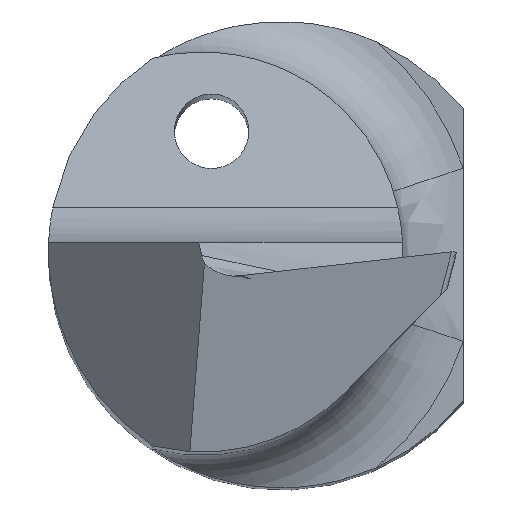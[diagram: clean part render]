
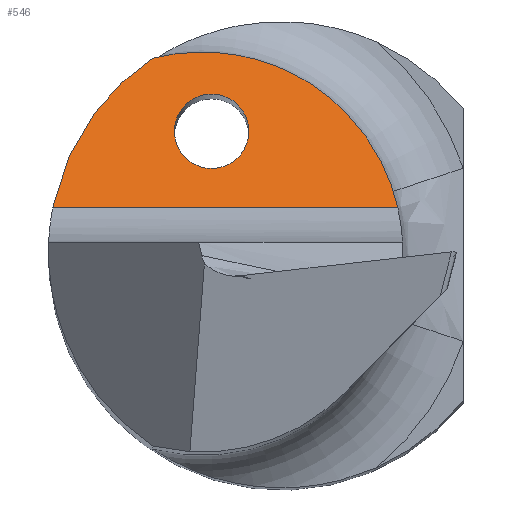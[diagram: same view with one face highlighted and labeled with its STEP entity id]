
A CAD part, top view. The second image highlights one B-rep face of the part: STEP entity #546.
In plain terms, the highlighted planar face has unit normal (0, 0.766, 0.643).
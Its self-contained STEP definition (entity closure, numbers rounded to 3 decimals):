
#29 = CARTESIAN_POINT ( 'NONE',  ( -2.326, 1.142, 30.227 ) ) ;
#50 = DIRECTION ( 'NONE',  ( 0., 0.643, -0.766 ) ) ;
#71 = ORIENTED_EDGE ( 'NONE', *, *, #367, .F. ) ;
#78 = PLANE ( 'NONE',  #604 ) ;
#146 = DIRECTION ( 'NONE',  ( 1., 0., 0. ) ) ;
#150 = LINE ( 'NONE', #241, #273 ) ;
#166 = CARTESIAN_POINT ( 'NONE',  ( 0.05, 1.699, 29.562 ) ) ;
#190 = DIRECTION ( 'NONE',  ( 0., -0.766, -0.643 ) ) ;
#211 = VERTEX_POINT ( 'NONE', #890 ) ;
#241 = CARTESIAN_POINT ( 'NONE',  ( -2.5, 0.474, 31.022 ) ) ;
#261 = CARTESIAN_POINT ( 'NONE',  ( 0.963, 1.73, 29.526 ) ) ;
#262 = CARTESIAN_POINT ( 'NONE',  ( -1.55, 1.699, 29.562 ) ) ;
#273 = VECTOR ( 'NONE', #146, 1000. ) ;
#298 = VERTEX_POINT ( 'NONE', #687 ) ;
#318 = CARTESIAN_POINT ( 'NONE',  ( -1.55, 0.899, 30.516 ) ) ;
#332 = CARTESIAN_POINT ( 'NONE',  ( 0.05, 0.899, 30.516 ) ) ;
#367 = EDGE_CURVE ( 'NONE', #776, #776, #933, .T. ) ;
#470 = CARTESIAN_POINT ( 'NONE',  ( -2.455, 0.474, 31.022 ) ) ;
#546 = ADVANCED_FACE ( 'NONE', ( #858, #642 ), #78, .F. ) ;
#547 = CARTESIAN_POINT ( 'NONE',  ( -0.135, 2.402, 28.725 ) ) ;
#552 = CARTESIAN_POINT ( 'NONE',  ( -0.75, 1.699, 29.562 ) ) ;
#555 = CARTESIAN_POINT ( 'NONE',  ( -2.455, 0.474, 31.022 ) ) ;
#561 = CARTESIAN_POINT ( 'NONE',  ( -2.5, 0.474, 31.022 ) ) ;
#600 =( BOUNDED_CURVE ( )  B_SPLINE_CURVE ( 3, ( #555, #29, #784, #907 ),
 .UNSPECIFIED., .F., .T. ) 
 B_SPLINE_CURVE_WITH_KNOTS ( ( 4, 4 ),
 ( 4.903, 5.697 ),
 .UNSPECIFIED. ) 
 CURVE ( )  GEOMETRIC_REPRESENTATION_ITEM ( )  RATIONAL_B_SPLINE_CURVE ( ( 1., 0.948, 0.948, 1. ) ) 
 REPRESENTATION_ITEM ( '' )  );
#604 = AXIS2_PLACEMENT_3D ( 'NONE', #561, #190, #50 ) ;
#625 = CARTESIAN_POINT ( 'NONE',  ( -0.75, 0.899, 30.516 ) ) ;
#642 = FACE_OUTER_BOUND ( 'NONE', #954, .T. ) ;
#660 = EDGE_CURVE ( 'NONE', #888, #211, #150, .T. ) ;
#664 = EDGE_LOOP ( 'NONE', ( #71 ) ) ;
#687 = CARTESIAN_POINT ( 'NONE',  ( -1.382, 2.083, 29.105 ) ) ;
#696 = CARTESIAN_POINT ( 'NONE',  ( -0.75, 1.699, 29.562 ) ) ;
#702 = CARTESIAN_POINT ( 'NONE',  ( 1.247, 0.474, 31.022 ) ) ;
#776 = VERTEX_POINT ( 'NONE', #800 ) ;
#781 =( BOUNDED_CURVE ( )  B_SPLINE_CURVE ( 3, ( #913, #547, #261, #702 ),
 .UNSPECIFIED., .F., .F. ) 
 B_SPLINE_CURVE_WITH_KNOTS ( ( 4, 4 ),
 ( 6.033, 7.632 ),
 .UNSPECIFIED. ) 
 CURVE ( )  GEOMETRIC_REPRESENTATION_ITEM ( )  RATIONAL_B_SPLINE_CURVE ( ( 1., 0.798, 0.798, 1. ) ) 
 REPRESENTATION_ITEM ( '' )  );
#784 = CARTESIAN_POINT ( 'NONE',  ( -1.949, 1.707, 29.553 ) ) ;
#800 = CARTESIAN_POINT ( 'NONE',  ( -0.75, 1.699, 29.562 ) ) ;
#832 = ORIENTED_EDGE ( 'NONE', *, *, #860, .F. ) ;
#858 = FACE_BOUND ( 'NONE', #664, .T. ) ;
#860 = EDGE_CURVE ( 'NONE', #888, #298, #600, .T. ) ;
#880 = ORIENTED_EDGE ( 'NONE', *, *, #660, .T. ) ;
#888 = VERTEX_POINT ( 'NONE', #470 ) ;
#890 = CARTESIAN_POINT ( 'NONE',  ( 1.247, 0.474, 31.022 ) ) ;
#907 = CARTESIAN_POINT ( 'NONE',  ( -1.382, 2.083, 29.105 ) ) ;
#909 = ORIENTED_EDGE ( 'NONE', *, *, #918, .F. ) ;
#913 = CARTESIAN_POINT ( 'NONE',  ( -1.382, 2.083, 29.105 ) ) ;
#918 = EDGE_CURVE ( 'NONE', #298, #211, #781, .T. ) ;
#933 =( BOUNDED_CURVE ( )  B_SPLINE_CURVE ( 3, ( #696, #262, #318, #625, #332, #166, #552 ),
 .UNSPECIFIED., .T., .T. ) 
 B_SPLINE_CURVE_WITH_KNOTS ( ( 4, 3, 4 ),
 ( 0., 3.142, 6.283 ),
 .UNSPECIFIED. ) 
 CURVE ( )  GEOMETRIC_REPRESENTATION_ITEM ( )  RATIONAL_B_SPLINE_CURVE ( ( 1., 0.333, 0.333, 1., 0.333, 0.333, 1. ) ) 
 REPRESENTATION_ITEM ( '' )  );
#954 = EDGE_LOOP ( 'NONE', ( #880, #909, #832 ) ) ;
